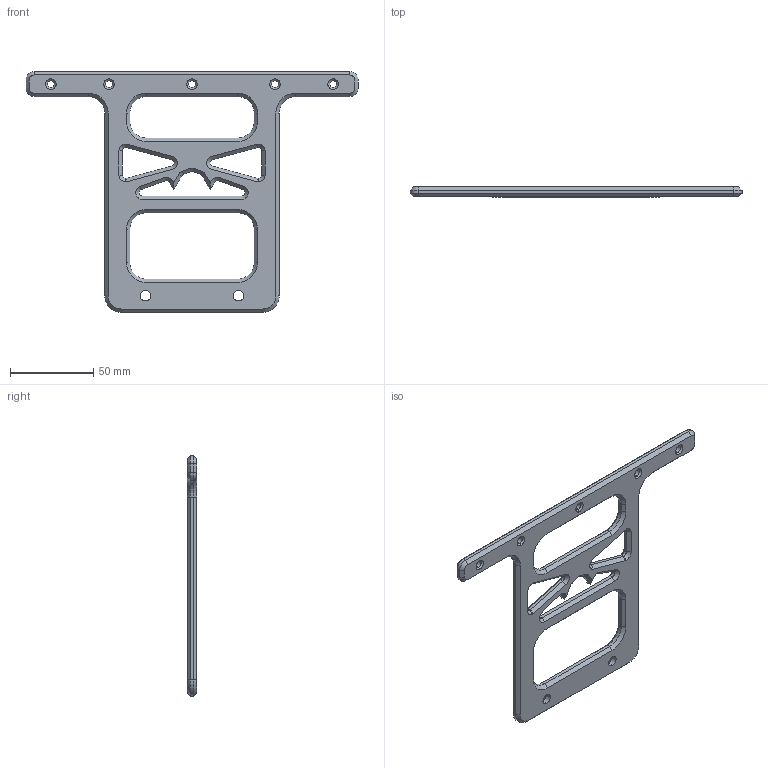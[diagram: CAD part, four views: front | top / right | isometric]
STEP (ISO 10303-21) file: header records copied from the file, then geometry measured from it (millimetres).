
FILE_DESCRIPTION (( 'STEP AP203' ), '1' );
FILE_NAME ('Áóøãàðä.STEP', '2021-11-26T11:17:16', ( '' ), ( '' ), 'SwSTEP 2.0', 'SolidWorks 2021', '' );
FILE_SCHEMA (( 'CONFIG_CONTROL_DESIGN' ));
Length unit declared in the file: millimetre
Products named in the file (1): Áóøãàðä
Bounding box: 200 x 6 x 145 mm (x, y, z)
Volume: 57451.4 mm3; surface area: 26705.6 mm2
Topology: 1 solids, 1 shells, 231 faces, 539 edges, 310 vertices
Faces by surface type: plane 95, cone 89, cylinder 47
Entity records: 6560 total; most frequent: DIRECTION 1189, CARTESIAN_POINT 1081, ORIENTED_EDGE 1078, EDGE_CURVE 539, AXIS2_PLACEMENT_3D 418, LINE 353, VECTOR 353, VERTEX_POINT 310
